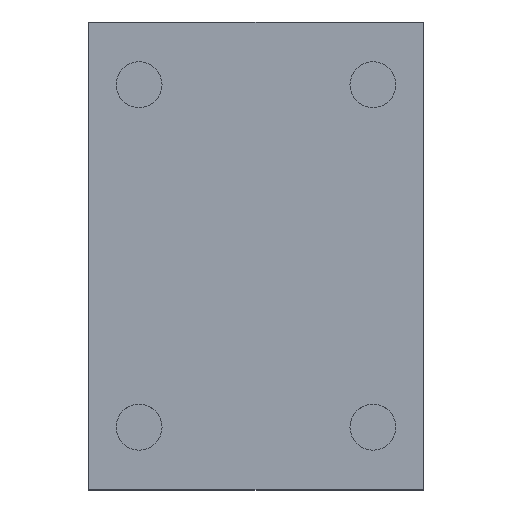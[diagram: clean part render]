
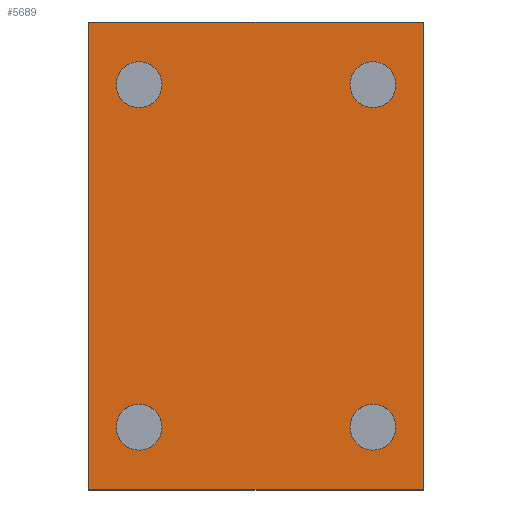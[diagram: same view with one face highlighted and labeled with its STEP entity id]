
A CAD part, top view. The second image highlights one B-rep face of the part: STEP entity #5689.
In plain terms, the highlighted planar face has unit normal (0, 0, 1).
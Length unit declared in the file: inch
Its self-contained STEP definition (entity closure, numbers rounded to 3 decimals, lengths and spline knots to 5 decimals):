
#16=CIRCLE('',#5940,0.172);
#17=CIRCLE('',#5941,0.172);
#20=CIRCLE('',#5946,0.172);
#21=CIRCLE('',#5947,0.172);
#24=CIRCLE('',#5952,0.172);
#25=CIRCLE('',#5953,0.172);
#28=CIRCLE('',#5958,0.172);
#29=CIRCLE('',#5959,0.172);
#92=FACE_BOUND('',#783,.T.);
#93=FACE_BOUND('',#784,.T.);
#94=FACE_BOUND('',#785,.T.);
#95=FACE_BOUND('',#786,.T.);
#453=FACE_OUTER_BOUND('',#782,.T.);
#782=EDGE_LOOP('',(#5090,#5091,#5092,#5093));
#783=EDGE_LOOP('',(#5094,#5095));
#784=EDGE_LOOP('',(#5096,#5097));
#785=EDGE_LOOP('',(#5098,#5099));
#786=EDGE_LOOP('',(#5100,#5101));
#1430=LINE('',#9790,#2063);
#1438=LINE('',#9848,#2071);
#1439=LINE('',#9849,#2072);
#1440=LINE('',#9850,#2073);
#2063=VECTOR('',#7014,3.5);
#2071=VECTOR('',#7082,3.5);
#2072=VECTOR('',#7083,2.5);
#2073=VECTOR('',#7084,2.5);
#2721=VERTEX_POINT('',#9788);
#2722=VERTEX_POINT('',#9789);
#2725=VERTEX_POINT('',#9802);
#2726=VERTEX_POINT('',#9803);
#2729=VERTEX_POINT('',#9813);
#2730=VERTEX_POINT('',#9814);
#2733=VERTEX_POINT('',#9824);
#2734=VERTEX_POINT('',#9825);
#2737=VERTEX_POINT('',#9835);
#2738=VERTEX_POINT('',#9836);
#2741=VERTEX_POINT('',#9846);
#2742=VERTEX_POINT('',#9847);
#3509=EDGE_CURVE('',#2721,#2722,#1430,.T.);
#3513=EDGE_CURVE('',#2725,#2726,#16,.T.);
#3514=EDGE_CURVE('',#2726,#2725,#17,.T.);
#3518=EDGE_CURVE('',#2729,#2730,#20,.T.);
#3519=EDGE_CURVE('',#2730,#2729,#21,.T.);
#3523=EDGE_CURVE('',#2733,#2734,#24,.T.);
#3524=EDGE_CURVE('',#2734,#2733,#25,.T.);
#3528=EDGE_CURVE('',#2737,#2738,#28,.T.);
#3529=EDGE_CURVE('',#2738,#2737,#29,.T.);
#3533=EDGE_CURVE('',#2741,#2742,#1438,.T.);
#3534=EDGE_CURVE('',#2722,#2741,#1439,.T.);
#3535=EDGE_CURVE('',#2742,#2721,#1440,.T.);
#5090=ORIENTED_EDGE('',*,*,#3533,.F.);
#5091=ORIENTED_EDGE('',*,*,#3534,.F.);
#5092=ORIENTED_EDGE('',*,*,#3509,.F.);
#5093=ORIENTED_EDGE('',*,*,#3535,.F.);
#5094=ORIENTED_EDGE('',*,*,#3513,.T.);
#5095=ORIENTED_EDGE('',*,*,#3514,.T.);
#5096=ORIENTED_EDGE('',*,*,#3518,.T.);
#5097=ORIENTED_EDGE('',*,*,#3519,.T.);
#5098=ORIENTED_EDGE('',*,*,#3523,.T.);
#5099=ORIENTED_EDGE('',*,*,#3524,.T.);
#5100=ORIENTED_EDGE('',*,*,#3528,.T.);
#5101=ORIENTED_EDGE('',*,*,#3529,.T.);
#5395=PLANE('',#5963);
#5689=ADVANCED_FACE('',(#453,#92,#93,#94,#95),#5395,.F.);
#5940=AXIS2_PLACEMENT_3D('',#9804,#7030,#7031);
#5941=AXIS2_PLACEMENT_3D('',#9805,#7032,#7033);
#5946=AXIS2_PLACEMENT_3D('',#9815,#7043,#7044);
#5947=AXIS2_PLACEMENT_3D('',#9816,#7045,#7046);
#5952=AXIS2_PLACEMENT_3D('',#9826,#7056,#7057);
#5953=AXIS2_PLACEMENT_3D('',#9827,#7058,#7059);
#5958=AXIS2_PLACEMENT_3D('',#9837,#7069,#7070);
#5959=AXIS2_PLACEMENT_3D('',#9838,#7071,#7072);
#5963=AXIS2_PLACEMENT_3D('',#9845,#7080,#7081);
#7014=DIRECTION('',(0.,-1.,0.));
#7030=DIRECTION('center_axis',(0.,0.,-1.));
#7031=DIRECTION('ref_axis',(1.,0.,0.));
#7032=DIRECTION('center_axis',(0.,0.,-1.));
#7033=DIRECTION('ref_axis',(1.,0.,0.));
#7043=DIRECTION('center_axis',(0.,0.,-1.));
#7044=DIRECTION('ref_axis',(1.,0.,0.));
#7045=DIRECTION('center_axis',(0.,0.,-1.));
#7046=DIRECTION('ref_axis',(1.,0.,0.));
#7056=DIRECTION('center_axis',(0.,0.,-1.));
#7057=DIRECTION('ref_axis',(1.,0.,0.));
#7058=DIRECTION('center_axis',(0.,0.,-1.));
#7059=DIRECTION('ref_axis',(1.,0.,0.));
#7069=DIRECTION('center_axis',(0.,0.,-1.));
#7070=DIRECTION('ref_axis',(1.,0.,0.));
#7071=DIRECTION('center_axis',(0.,0.,-1.));
#7072=DIRECTION('ref_axis',(1.,0.,0.));
#7080=DIRECTION('center_axis',(0.,0.,-1.));
#7081=DIRECTION('ref_axis',(-1.,0.,0.));
#7082=DIRECTION('',(0.,1.,0.));
#7083=DIRECTION('',(-1.,0.,0.));
#7084=DIRECTION('',(1.,0.,0.));
#9788=CARTESIAN_POINT('',(2.5,3.5,0.75));
#9789=CARTESIAN_POINT('',(2.5,0.,0.75));
#9790=CARTESIAN_POINT('',(2.5,3.5,0.75));
#9802=CARTESIAN_POINT('',(0.547,0.469,0.75));
#9803=CARTESIAN_POINT('',(0.203,0.469,0.75));
#9804=CARTESIAN_POINT('Origin',(0.375,0.469,0.75));
#9805=CARTESIAN_POINT('Origin',(0.375,0.469,0.75));
#9813=CARTESIAN_POINT('',(2.297,0.469,0.75));
#9814=CARTESIAN_POINT('',(1.953,0.469,0.75));
#9815=CARTESIAN_POINT('Origin',(2.125,0.469,0.75));
#9816=CARTESIAN_POINT('Origin',(2.125,0.469,0.75));
#9824=CARTESIAN_POINT('',(2.297,3.031,0.75));
#9825=CARTESIAN_POINT('',(1.953,3.031,0.75));
#9826=CARTESIAN_POINT('Origin',(2.125,3.031,0.75));
#9827=CARTESIAN_POINT('Origin',(2.125,3.031,0.75));
#9835=CARTESIAN_POINT('',(0.547,3.031,0.75));
#9836=CARTESIAN_POINT('',(0.203,3.031,0.75));
#9837=CARTESIAN_POINT('Origin',(0.375,3.031,0.75));
#9838=CARTESIAN_POINT('Origin',(0.375,3.031,0.75));
#9845=CARTESIAN_POINT('Origin',(0.,3.5,0.75));
#9846=CARTESIAN_POINT('',(0.,0.,0.75));
#9847=CARTESIAN_POINT('',(0.,3.5,0.75));
#9848=CARTESIAN_POINT('',(0.,0.,0.75));
#9849=CARTESIAN_POINT('',(2.5,0.,0.75));
#9850=CARTESIAN_POINT('',(0.,3.5,0.75));
